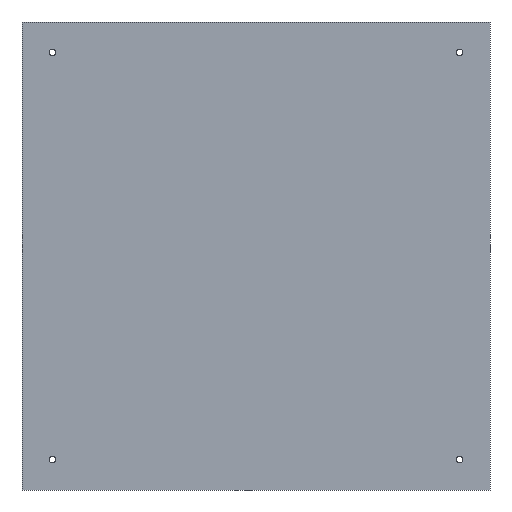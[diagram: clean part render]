
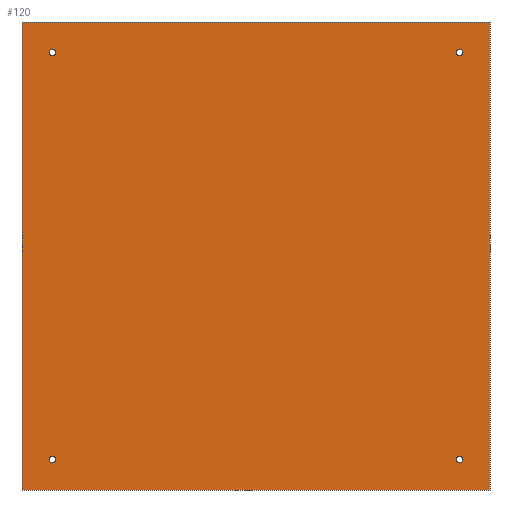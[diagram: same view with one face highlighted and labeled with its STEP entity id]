
A CAD part, left-side view. The second image highlights one B-rep face of the part: STEP entity #120.
In plain terms, the highlighted planar face has unit normal (-1, 0, 0).
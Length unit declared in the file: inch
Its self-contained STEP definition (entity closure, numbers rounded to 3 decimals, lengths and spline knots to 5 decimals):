
#7 = CIRCLE ( 'NONE', #418, 0.156 ) ;
#14 = CARTESIAN_POINT ( 'NONE',  ( 0., 9.625, 9.625 ) ) ;
#24 = DIRECTION ( 'NONE',  ( -1., 0., 0. ) ) ;
#31 = EDGE_LOOP ( 'NONE', ( #284, #208, #474 ) ) ;
#36 = CARTESIAN_POINT ( 'NONE',  ( 0., -11.065, 11.065 ) ) ;
#38 = DIRECTION ( 'NONE',  ( -1., 0., 0. ) ) ;
#39 = DIRECTION ( 'NONE',  ( 0., 0., -1. ) ) ;
#51 = EDGE_LOOP ( 'NONE', ( #382, #205, #259, #490 ) ) ;
#52 = DIRECTION ( 'NONE',  ( 0., 0., -1. ) ) ;
#55 = AXIS2_PLACEMENT_3D ( 'NONE', #14, #589, #598 ) ;
#56 = VERTEX_POINT ( 'NONE', #427 ) ;
#62 = ORIENTED_EDGE ( 'NONE', *, *, #408, .F. ) ;
#67 = CIRCLE ( 'NONE', #55, 0.156 ) ;
#79 = AXIS2_PLACEMENT_3D ( 'NONE', #90, #287, #407 ) ;
#90 = CARTESIAN_POINT ( 'NONE',  ( 0., -9.625, 9.625 ) ) ;
#94 = ORIENTED_EDGE ( 'NONE', *, *, #352, .F. ) ;
#103 = ORIENTED_EDGE ( 'NONE', *, *, #566, .F. ) ;
#111 = CIRCLE ( 'NONE', #342, 0.156 ) ;
#114 = FACE_BOUND ( 'NONE', #436, .T. ) ;
#120 = ADVANCED_FACE ( 'NONE', ( #233, #283, #630, #114, #134 ), #517, .F. ) ;
#127 = EDGE_CURVE ( 'NONE', #158, #269, #7, .T. ) ;
#131 = DIRECTION ( 'NONE',  ( -1., 0., 0. ) ) ;
#134 = FACE_OUTER_BOUND ( 'NONE', #51, .T. ) ;
#135 = VERTEX_POINT ( 'NONE', #601 ) ;
#139 = AXIS2_PLACEMENT_3D ( 'NONE', #504, #38, #39 ) ;
#140 = CIRCLE ( 'NONE', #346, 0.156 ) ;
#142 = CARTESIAN_POINT ( 'NONE',  ( 0., 0., -11.065 ) ) ;
#144 = CARTESIAN_POINT ( 'NONE',  ( 0., -9.625, 9.469 ) ) ;
#150 = AXIS2_PLACEMENT_3D ( 'NONE', #572, #151, #362 ) ;
#151 = DIRECTION ( 'NONE',  ( -1., 0., 0. ) ) ;
#158 = VERTEX_POINT ( 'NONE', #455 ) ;
#159 = CIRCLE ( 'NONE', #262, 0.156 ) ;
#173 = DIRECTION ( 'NONE',  ( 0., 0., -1. ) ) ;
#175 = EDGE_CURVE ( 'NONE', #534, #496, #111, .T. ) ;
#178 = DIRECTION ( 'NONE',  ( 0., 0., -1. ) ) ;
#180 = ORIENTED_EDGE ( 'NONE', *, *, #217, .F. ) ;
#183 = AXIS2_PLACEMENT_3D ( 'NONE', #438, #644, #178 ) ;
#185 = CARTESIAN_POINT ( 'NONE',  ( 0., 0., 0. ) ) ;
#187 = EDGE_CURVE ( 'NONE', #618, #361, #245, .T. ) ;
#189 = CARTESIAN_POINT ( 'NONE',  ( 0., -9.625, -9.625 ) ) ;
#190 = VERTEX_POINT ( 'NONE', #299 ) ;
#199 = CARTESIAN_POINT ( 'NONE',  ( 0., 9.625, -9.625 ) ) ;
#201 = DIRECTION ( 'NONE',  ( -1., 0., 0. ) ) ;
#203 = EDGE_CURVE ( 'NONE', #190, #56, #493, .T. ) ;
#205 = ORIENTED_EDGE ( 'NONE', *, *, #500, .F. ) ;
#208 = ORIENTED_EDGE ( 'NONE', *, *, #588, .F. ) ;
#210 = EDGE_CURVE ( 'NONE', #543, #309, #218, .T. ) ;
#214 = DIRECTION ( 'NONE',  ( -1., 0., 0. ) ) ;
#217 = EDGE_CURVE ( 'NONE', #361, #370, #286, .T. ) ;
#218 = CIRCLE ( 'NONE', #399, 0.156 ) ;
#229 = CARTESIAN_POINT ( 'NONE',  ( 0., 11.065, 11.065 ) ) ;
#230 = VERTEX_POINT ( 'NONE', #441 ) ;
#231 = CARTESIAN_POINT ( 'NONE',  ( 0., 9.625, -9.625 ) ) ;
#233 = FACE_BOUND ( 'NONE', #439, .T. ) ;
#237 = CARTESIAN_POINT ( 'NONE',  ( 0., 9.781, -9.625 ) ) ;
#241 = CARTESIAN_POINT ( 'NONE',  ( 0., 9.625, 9.625 ) ) ;
#245 = CIRCLE ( 'NONE', #139, 0.156 ) ;
#253 = AXIS2_PLACEMENT_3D ( 'NONE', #231, #214, #336 ) ;
#254 = CIRCLE ( 'NONE', #183, 0.156 ) ;
#257 = ORIENTED_EDGE ( 'NONE', *, *, #454, .F. ) ;
#258 = EDGE_CURVE ( 'NONE', #135, #158, #606, .T. ) ;
#259 = ORIENTED_EDGE ( 'NONE', *, *, #310, .F. ) ;
#262 = AXIS2_PLACEMENT_3D ( 'NONE', #577, #677, #173 ) ;
#269 = VERTEX_POINT ( 'NONE', #144 ) ;
#281 = DIRECTION ( 'NONE',  ( 0., 0., 1. ) ) ;
#283 = FACE_BOUND ( 'NONE', #664, .T. ) ;
#284 = ORIENTED_EDGE ( 'NONE', *, *, #443, .F. ) ;
#286 = CIRCLE ( 'NONE', #341, 0.156 ) ;
#287 = DIRECTION ( 'NONE',  ( -1., 0., 0. ) ) ;
#292 = CARTESIAN_POINT ( 'NONE',  ( 0., -9.469, -9.625 ) ) ;
#299 = CARTESIAN_POINT ( 'NONE',  ( 0., -11.065, -11.065 ) ) ;
#303 = DIRECTION ( 'NONE',  ( -1., 0., 0. ) ) ;
#309 = VERTEX_POINT ( 'NONE', #369 ) ;
#310 = EDGE_CURVE ( 'NONE', #434, #559, #421, .T. ) ;
#321 = CARTESIAN_POINT ( 'NONE',  ( 0., 9.469, 9.625 ) ) ;
#331 = CARTESIAN_POINT ( 'NONE',  ( 0., 9.625, 9.469 ) ) ;
#336 = DIRECTION ( 'NONE',  ( 0., 0., -1. ) ) ;
#341 = AXIS2_PLACEMENT_3D ( 'NONE', #241, #201, #622 ) ;
#342 = AXIS2_PLACEMENT_3D ( 'NONE', #189, #551, #451 ) ;
#346 = AXIS2_PLACEMENT_3D ( 'NONE', #499, #303, #368 ) ;
#352 = EDGE_CURVE ( 'NONE', #269, #135, #159, .T. ) ;
#361 = VERTEX_POINT ( 'NONE', #331 ) ;
#362 = DIRECTION ( 'NONE',  ( 0., 0., -1. ) ) ;
#368 = DIRECTION ( 'NONE',  ( 0., 0., -1. ) ) ;
#369 = CARTESIAN_POINT ( 'NONE',  ( 0., 9.625, -9.781 ) ) ;
#370 = VERTEX_POINT ( 'NONE', #321 ) ;
#382 = ORIENTED_EDGE ( 'NONE', *, *, #203, .F. ) ;
#394 = LINE ( 'NONE', #405, #584 ) ;
#399 = AXIS2_PLACEMENT_3D ( 'NONE', #199, #24, #411 ) ;
#405 = CARTESIAN_POINT ( 'NONE',  ( 0., -11.065, 0. ) ) ;
#407 = DIRECTION ( 'NONE',  ( 0., 0., -1. ) ) ;
#408 = EDGE_CURVE ( 'NONE', #309, #230, #548, .T. ) ;
#410 = CARTESIAN_POINT ( 'NONE',  ( 0., 9.781, 9.625 ) ) ;
#411 = DIRECTION ( 'NONE',  ( 0., 0., -1. ) ) ;
#418 = AXIS2_PLACEMENT_3D ( 'NONE', #599, #131, #52 ) ;
#419 = DIRECTION ( 'NONE',  ( 0., 0., -1. ) ) ;
#421 = LINE ( 'NONE', #682, #628 ) ;
#427 = CARTESIAN_POINT ( 'NONE',  ( 0., 11.065, -11.065 ) ) ;
#433 = EDGE_CURVE ( 'NONE', #56, #434, #586, .T. ) ;
#434 = VERTEX_POINT ( 'NONE', #229 ) ;
#436 = EDGE_LOOP ( 'NONE', ( #547, #103, #62 ) ) ;
#438 = CARTESIAN_POINT ( 'NONE',  ( 0., -9.625, -9.625 ) ) ;
#439 = EDGE_LOOP ( 'NONE', ( #638, #257, #180 ) ) ;
#441 = CARTESIAN_POINT ( 'NONE',  ( 0., 9.469, -9.625 ) ) ;
#443 = EDGE_CURVE ( 'NONE', #520, #534, #254, .T. ) ;
#451 = DIRECTION ( 'NONE',  ( 0., 0., -1. ) ) ;
#454 = EDGE_CURVE ( 'NONE', #370, #618, #67, .T. ) ;
#455 = CARTESIAN_POINT ( 'NONE',  ( 0., -9.469, 9.625 ) ) ;
#474 = ORIENTED_EDGE ( 'NONE', *, *, #175, .F. ) ;
#487 = AXIS2_PLACEMENT_3D ( 'NONE', #185, #529, #419 ) ;
#488 = CARTESIAN_POINT ( 'NONE',  ( 0., -9.625, -9.781 ) ) ;
#490 = ORIENTED_EDGE ( 'NONE', *, *, #433, .F. ) ;
#493 = LINE ( 'NONE', #142, #512 ) ;
#496 = VERTEX_POINT ( 'NONE', #615 ) ;
#499 = CARTESIAN_POINT ( 'NONE',  ( 0., 9.625, -9.625 ) ) ;
#500 = EDGE_CURVE ( 'NONE', #559, #190, #394, .T. ) ;
#504 = CARTESIAN_POINT ( 'NONE',  ( 0., 9.625, 9.625 ) ) ;
#512 = VECTOR ( 'NONE', #671, 39.37008 ) ;
#517 = PLANE ( 'NONE',  #487 ) ;
#520 = VERTEX_POINT ( 'NONE', #292 ) ;
#529 = DIRECTION ( 'NONE',  ( 1., 0., 0. ) ) ;
#533 = CARTESIAN_POINT ( 'NONE',  ( 0., 11.065, 0. ) ) ;
#534 = VERTEX_POINT ( 'NONE', #488 ) ;
#543 = VERTEX_POINT ( 'NONE', #237 ) ;
#547 = ORIENTED_EDGE ( 'NONE', *, *, #210, .F. ) ;
#548 = CIRCLE ( 'NONE', #253, 0.156 ) ;
#551 = DIRECTION ( 'NONE',  ( -1., 0., 0. ) ) ;
#559 = VERTEX_POINT ( 'NONE', #36 ) ;
#566 = EDGE_CURVE ( 'NONE', #230, #543, #140, .T. ) ;
#572 = CARTESIAN_POINT ( 'NONE',  ( 0., -9.625, -9.625 ) ) ;
#577 = CARTESIAN_POINT ( 'NONE',  ( 0., -9.625, 9.625 ) ) ;
#584 = VECTOR ( 'NONE', #670, 39.37008 ) ;
#586 = LINE ( 'NONE', #533, #629 ) ;
#588 = EDGE_CURVE ( 'NONE', #496, #520, #676, .T. ) ;
#589 = DIRECTION ( 'NONE',  ( -1., 0., 0. ) ) ;
#598 = DIRECTION ( 'NONE',  ( 0., 0., -1. ) ) ;
#599 = CARTESIAN_POINT ( 'NONE',  ( 0., -9.625, 9.625 ) ) ;
#601 = CARTESIAN_POINT ( 'NONE',  ( 0., -9.781, 9.625 ) ) ;
#606 = CIRCLE ( 'NONE', #79, 0.156 ) ;
#615 = CARTESIAN_POINT ( 'NONE',  ( 0., -9.781, -9.625 ) ) ;
#618 = VERTEX_POINT ( 'NONE', #410 ) ;
#622 = DIRECTION ( 'NONE',  ( 0., 0., -1. ) ) ;
#628 = VECTOR ( 'NONE', #633, 39.37008 ) ;
#629 = VECTOR ( 'NONE', #281, 39.37008 ) ;
#630 = FACE_BOUND ( 'NONE', #31, .T. ) ;
#633 = DIRECTION ( 'NONE',  ( 0., -1., 0. ) ) ;
#638 = ORIENTED_EDGE ( 'NONE', *, *, #187, .F. ) ;
#644 = DIRECTION ( 'NONE',  ( -1., 0., 0. ) ) ;
#651 = ORIENTED_EDGE ( 'NONE', *, *, #258, .F. ) ;
#664 = EDGE_LOOP ( 'NONE', ( #686, #651, #94 ) ) ;
#670 = DIRECTION ( 'NONE',  ( 0., 0., -1. ) ) ;
#671 = DIRECTION ( 'NONE',  ( 0., 1., 0. ) ) ;
#676 = CIRCLE ( 'NONE', #150, 0.156 ) ;
#677 = DIRECTION ( 'NONE',  ( -1., 0., 0. ) ) ;
#682 = CARTESIAN_POINT ( 'NONE',  ( 0., 0., 11.065 ) ) ;
#686 = ORIENTED_EDGE ( 'NONE', *, *, #127, .F. ) ;
